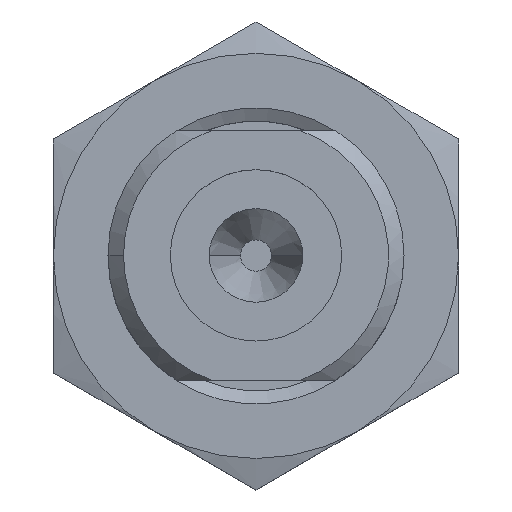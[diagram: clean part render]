
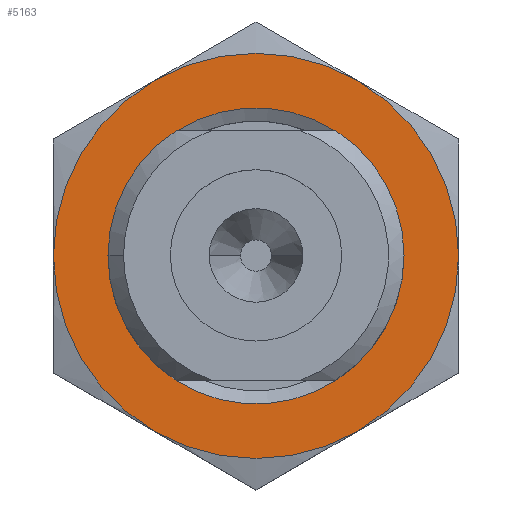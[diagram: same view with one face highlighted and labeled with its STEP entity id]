
A CAD part, top view. The second image highlights one B-rep face of the part: STEP entity #5163.
In plain terms, the highlighted planar face has unit normal (0, 0, 1).
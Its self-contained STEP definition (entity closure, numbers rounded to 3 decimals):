
#20 = VERTEX_POINT ( 'NONE', #263 ) ;
#26 = VERTEX_POINT ( 'NONE', #269 ) ;
#96 = VERTEX_POINT ( 'NONE', #335 ) ;
#263 = CARTESIAN_POINT ( 'NONE',  ( 2.562, -4., 6.825 ) ) ;
#269 = CARTESIAN_POINT ( 'NONE',  ( -2.562, -4., 6.825 ) ) ;
#335 = CARTESIAN_POINT ( 'NONE',  ( -2.562, 4., 6.825 ) ) ;
#362 = CARTESIAN_POINT ( 'NONE',  ( -3.25, -5.629, 6.825 ) ) ;
#412 = CARTESIAN_POINT ( 'NONE',  ( -3.25, 5.629, 6.825 ) ) ;
#414 = CARTESIAN_POINT ( 'NONE',  ( -6.5, 0., 6.825 ) ) ;
#415 = CARTESIAN_POINT ( 'NONE',  ( 6.5, 0., 6.825 ) ) ;
#419 = CARTESIAN_POINT ( 'NONE',  ( 3.25, 5.629, 6.825 ) ) ;
#668 = EDGE_LOOP ( 'NONE', ( #4742, #4743, #4744, #4741, #4745 ) ) ;
#764 = AXIS2_PLACEMENT_3D ( 'NONE', #1406, #1407, #1408 ) ;
#918 = PLANE ( 'NONE',  #4227 ) ;
#919 = CARTESIAN_POINT ( 'NONE',  ( 0., 4.75, 6.825 ) ) ;
#920 = DIRECTION ( 'NONE',  ( 0., 0., -1. ) ) ;
#921 = DIRECTION ( 'NONE',  ( -1., 0., 0. ) ) ;
#1009 = CARTESIAN_POINT ( 'NONE',  ( 0., 0., 6.825 ) ) ;
#1013 = DIRECTION ( 'NONE',  ( 0., 0., 1. ) ) ;
#1014 = DIRECTION ( 'NONE',  ( 1., 0., 0. ) ) ;
#1142 = CARTESIAN_POINT ( 'NONE',  ( 0., 0., 6.825 ) ) ;
#1143 = DIRECTION ( 'NONE',  ( 0., 0., 1. ) ) ;
#1144 = DIRECTION ( 'NONE',  ( 1., 0., 0. ) ) ;
#1406 = CARTESIAN_POINT ( 'NONE',  ( 0., 0., 6.825 ) ) ;
#1407 = DIRECTION ( 'NONE',  ( 0., 0., 1. ) ) ;
#1408 = DIRECTION ( 'NONE',  ( 1., 0., 0. ) ) ;
#1739 = CARTESIAN_POINT ( 'NONE',  ( 0., 0., 6.825 ) ) ;
#1740 = DIRECTION ( 'NONE',  ( 0., 0., 1. ) ) ;
#1741 = DIRECTION ( 'NONE',  ( 1., 0., 0. ) ) ;
#2251 = CARTESIAN_POINT ( 'NONE',  ( 3.25, -5.629, 6.825 ) ) ;
#2260 = CARTESIAN_POINT ( 'NONE',  ( 2.562, 4., 6.825 ) ) ;
#2410 = CARTESIAN_POINT ( 'NONE',  ( 0., 0., 6.825 ) ) ;
#2411 = DIRECTION ( 'NONE',  ( 0., 0., 1. ) ) ;
#2412 = DIRECTION ( 'NONE',  ( 1., 0., 0. ) ) ;
#2423 = CARTESIAN_POINT ( 'NONE',  ( 0., 0., 6.825 ) ) ;
#2424 = DIRECTION ( 'NONE',  ( 0., 0., 1. ) ) ;
#2425 = DIRECTION ( 'NONE',  ( 1., 0., 0. ) ) ;
#2431 = CARTESIAN_POINT ( 'NONE',  ( 0., 0., 6.825 ) ) ;
#2432 = DIRECTION ( 'NONE',  ( 0., 0., 1. ) ) ;
#2433 = DIRECTION ( 'NONE',  ( 1., 0., 0. ) ) ;
#2575 = CARTESIAN_POINT ( 'NONE',  ( 0., 0., 6.825 ) ) ;
#2576 = DIRECTION ( 'NONE',  ( 0., 0., 1. ) ) ;
#2577 = DIRECTION ( 'NONE',  ( 1., 0., 0. ) ) ;
#3243 = CARTESIAN_POINT ( 'NONE',  ( -4.75, 0., 6.825 ) ) ;
#3352 = AXIS2_PLACEMENT_3D ( 'NONE', #2575, #2576, #2577 ) ;
#3368 = AXIS2_PLACEMENT_3D ( 'NONE', #2431, #2432, #2433 ) ;
#3380 = AXIS2_PLACEMENT_3D ( 'NONE', #7210, #7211, #7212 ) ;
#3476 = CARTESIAN_POINT ( 'NONE',  ( 0., 0., 6.825 ) ) ;
#3483 = DIRECTION ( 'NONE',  ( 0., 0., 1. ) ) ;
#3484 = DIRECTION ( 'NONE',  ( 1., 0., 0. ) ) ;
#4021 = AXIS2_PLACEMENT_3D ( 'NONE', #2410, #2411, #2412 ) ;
#4036 = AXIS2_PLACEMENT_3D ( 'NONE', #2423, #2424, #2425 ) ;
#4227 = AXIS2_PLACEMENT_3D ( 'NONE', #919, #920, #921 ) ;
#4239 = FACE_BOUND ( 'NONE', #668, .T. ) ;
#4251 = FACE_OUTER_BOUND ( 'NONE', #8698, .T. ) ;
#4267 = AXIS2_PLACEMENT_3D ( 'NONE', #1009, #1013, #1014 ) ;
#4316 = AXIS2_PLACEMENT_3D ( 'NONE', #1142, #1143, #1144 ) ;
#4361 = AXIS2_PLACEMENT_3D ( 'NONE', #7885, #7886, #7887 ) ;
#4363 = VERTEX_POINT ( 'NONE', #362 ) ;
#4737 = ORIENTED_EDGE ( 'NONE', *, *, #5436, .T. ) ;
#4738 = ORIENTED_EDGE ( 'NONE', *, *, #5213, .T. ) ;
#4739 = ORIENTED_EDGE ( 'NONE', *, *, #5431, .T. ) ;
#4741 = ORIENTED_EDGE ( 'NONE', *, *, #5676, .F. ) ;
#4742 = ORIENTED_EDGE ( 'NONE', *, *, #5177, .F. ) ;
#4743 = ORIENTED_EDGE ( 'NONE', *, *, #5324, .F. ) ;
#4744 = ORIENTED_EDGE ( 'NONE', *, *, #5576, .F. ) ;
#4745 = ORIENTED_EDGE ( 'NONE', *, *, #5334, .F. ) ;
#4746 = ORIENTED_EDGE ( 'NONE', *, *, #5261, .T. ) ;
#4758 = ORIENTED_EDGE ( 'NONE', *, *, #5474, .T. ) ;
#4759 = ORIENTED_EDGE ( 'NONE', *, *, #5434, .T. ) ;
#4917 = VERTEX_POINT ( 'NONE', #412 ) ;
#4919 = VERTEX_POINT ( 'NONE', #414 ) ;
#4920 = VERTEX_POINT ( 'NONE', #415 ) ;
#4924 = VERTEX_POINT ( 'NONE', #419 ) ;
#5163 = ADVANCED_FACE ( 'NONE', ( #4239, #4251 ), #918, .F. ) ;
#5177 = EDGE_CURVE ( 'NONE', #6226, #96, #5612, .T. ) ;
#5183 = AXIS2_PLACEMENT_3D ( 'NONE', #1739, #1740, #1741 ) ;
#5213 = EDGE_CURVE ( 'NONE', #4917, #4919, #5850, .T. ) ;
#5261 = EDGE_CURVE ( 'NONE', #6217, #4920, #5832, .T. ) ;
#5324 = EDGE_CURVE ( 'NONE', #20, #6226, #5826, .T. ) ;
#5334 = EDGE_CURVE ( 'NONE', #96, #6193, #5825, .T. ) ;
#5431 = EDGE_CURVE ( 'NONE', #4363, #6217, #5859, .T. ) ;
#5434 = EDGE_CURVE ( 'NONE', #4920, #4924, #5860, .T. ) ;
#5436 = EDGE_CURVE ( 'NONE', #4924, #4917, #5861, .T. ) ;
#5474 = EDGE_CURVE ( 'NONE', #4919, #4363, #5876, .T. ) ;
#5576 = EDGE_CURVE ( 'NONE', #26, #20, #5925, .T. ) ;
#5612 = CIRCLE ( 'NONE', #4267, 4.75 ) ;
#5676 = EDGE_CURVE ( 'NONE', #6193, #26, #5972, .T. ) ;
#5825 = CIRCLE ( 'NONE', #6249, 4.75 ) ;
#5826 = CIRCLE ( 'NONE', #5183, 4.75 ) ;
#5832 = CIRCLE ( 'NONE', #764, 6.5 ) ;
#5850 = CIRCLE ( 'NONE', #4316, 6.5 ) ;
#5859 = CIRCLE ( 'NONE', #4021, 6.5 ) ;
#5860 = CIRCLE ( 'NONE', #4036, 6.5 ) ;
#5861 = CIRCLE ( 'NONE', #3368, 6.5 ) ;
#5876 = CIRCLE ( 'NONE', #3352, 6.5 ) ;
#5925 = CIRCLE ( 'NONE', #3380, 4.75 ) ;
#5972 = CIRCLE ( 'NONE', #4361, 4.75 ) ;
#6193 = VERTEX_POINT ( 'NONE', #3243 ) ;
#6217 = VERTEX_POINT ( 'NONE', #2251 ) ;
#6226 = VERTEX_POINT ( 'NONE', #2260 ) ;
#6249 = AXIS2_PLACEMENT_3D ( 'NONE', #3476, #3483, #3484 ) ;
#7210 = CARTESIAN_POINT ( 'NONE',  ( 0., 0., 6.825 ) ) ;
#7211 = DIRECTION ( 'NONE',  ( 0., 0., 1. ) ) ;
#7212 = DIRECTION ( 'NONE',  ( 1., 0., 0. ) ) ;
#7885 = CARTESIAN_POINT ( 'NONE',  ( 0., 0., 6.825 ) ) ;
#7886 = DIRECTION ( 'NONE',  ( 0., 0., 1. ) ) ;
#7887 = DIRECTION ( 'NONE',  ( 1., 0., 0. ) ) ;
#8698 = EDGE_LOOP ( 'NONE', ( #4759, #4737, #4738, #4758, #4739, #4746 ) ) ;
